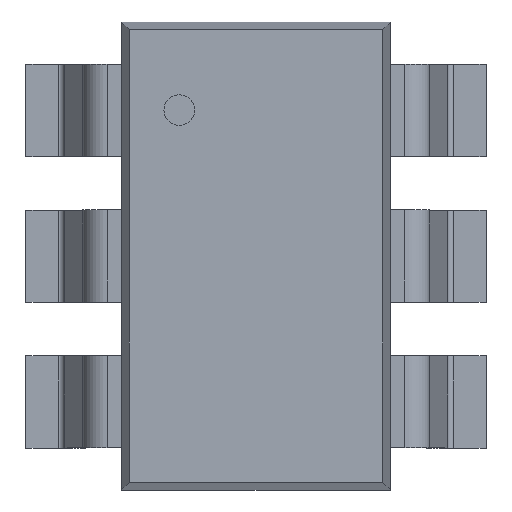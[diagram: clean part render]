
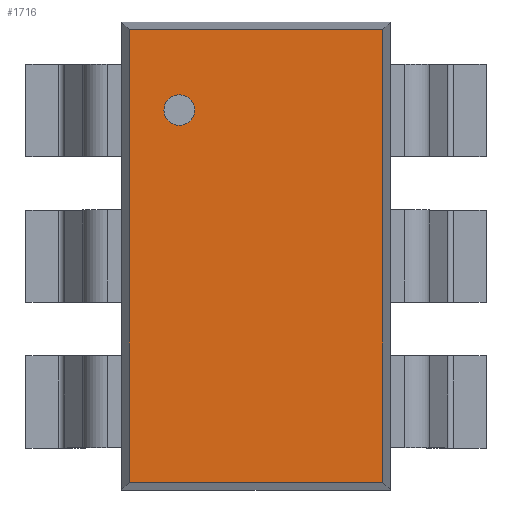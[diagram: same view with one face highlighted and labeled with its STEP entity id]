
A CAD part, top view. The second image highlights one B-rep face of the part: STEP entity #1716.
In plain terms, the highlighted planar face has unit normal (0, 0, 1).
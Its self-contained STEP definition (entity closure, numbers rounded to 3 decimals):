
#29=FACE_BOUND('',#225,.T.);
#43=PLANE('',#1842);
#121=FACE_OUTER_BOUND('',#224,.T.);
#224=EDGE_LOOP('',(#1229,#1230,#1231,#1232));
#225=EDGE_LOOP('',(#1233));
#332=LINE('',#2537,#530);
#335=LINE('',#2542,#533);
#337=LINE('',#2546,#535);
#341=LINE('',#2552,#539);
#530=VECTOR('',#2025,10.);
#533=VECTOR('',#2030,10.);
#535=VECTOR('',#2034,10.);
#539=VECTOR('',#2040,10.);
#710=CIRCLE('',#1827,0.1);
#762=VERTEX_POINT('',#2493);
#775=VERTEX_POINT('',#2535);
#776=VERTEX_POINT('',#2536);
#777=VERTEX_POINT('',#2541);
#778=VERTEX_POINT('',#2545);
#926=EDGE_CURVE('',#762,#762,#710,.T.);
#946=EDGE_CURVE('',#775,#776,#332,.T.);
#949=EDGE_CURVE('',#776,#777,#335,.T.);
#951=EDGE_CURVE('',#777,#778,#337,.T.);
#955=EDGE_CURVE('',#778,#775,#341,.T.);
#1229=ORIENTED_EDGE('',*,*,#946,.F.);
#1230=ORIENTED_EDGE('',*,*,#955,.F.);
#1231=ORIENTED_EDGE('',*,*,#951,.F.);
#1232=ORIENTED_EDGE('',*,*,#949,.F.);
#1233=ORIENTED_EDGE('',*,*,#926,.T.);
#1716=ADVANCED_FACE('',(#121,#29),#43,.T.);
#1827=AXIS2_PLACEMENT_3D('',#2494,#1985,#1986);
#1842=AXIS2_PLACEMENT_3D('',#2555,#2044,#2045);
#1985=DIRECTION('center_axis',(0.,0.,-1.));
#1986=DIRECTION('ref_axis',(-1.,0.,0.));
#2025=DIRECTION('',(1.,0.,0.));
#2030=DIRECTION('',(0.,-1.,0.));
#2034=DIRECTION('',(-1.,0.,0.));
#2040=DIRECTION('',(0.,1.,0.));
#2044=DIRECTION('center_axis',(0.,0.,1.));
#2045=DIRECTION('ref_axis',(1.,0.,0.));
#2493=CARTESIAN_POINT('',(-0.4,0.95,1.56));
#2494=CARTESIAN_POINT('Origin',(-0.5,0.95,1.56));
#2535=CARTESIAN_POINT('',(-0.825,1.475,1.56));
#2536=CARTESIAN_POINT('',(0.825,1.475,1.56));
#2537=CARTESIAN_POINT('',(0.438,1.475,1.56));
#2541=CARTESIAN_POINT('',(0.825,-1.475,1.56));
#2542=CARTESIAN_POINT('',(0.825,-0.763,1.56));
#2545=CARTESIAN_POINT('',(-0.825,-1.475,1.56));
#2546=CARTESIAN_POINT('',(-0.438,-1.475,1.56));
#2552=CARTESIAN_POINT('',(-0.825,0.763,1.56));
#2555=CARTESIAN_POINT('Origin',(0.,0.,
1.56));
